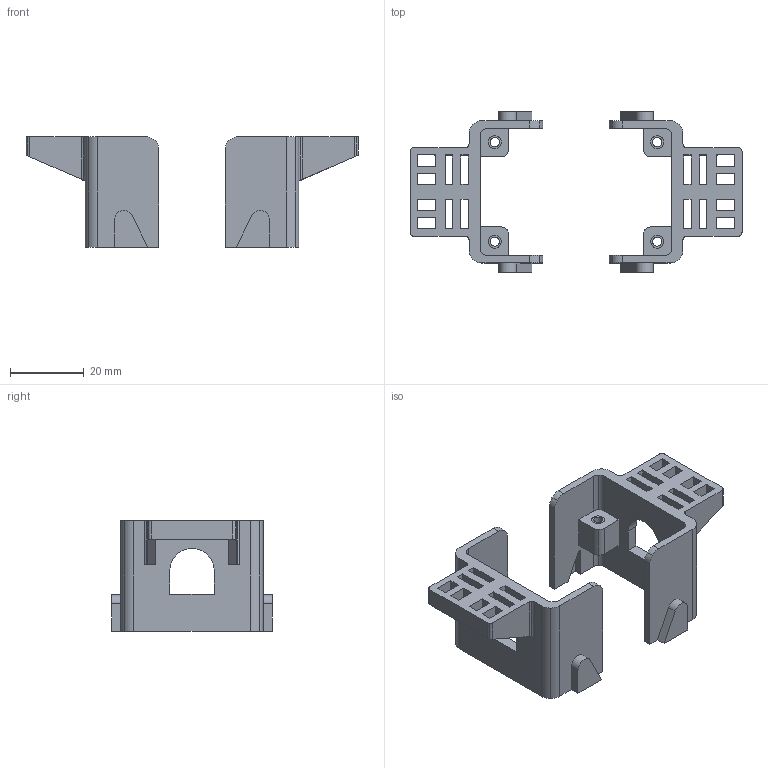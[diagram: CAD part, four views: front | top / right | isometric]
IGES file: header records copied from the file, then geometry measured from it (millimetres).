
Global section: file name: No Iges File Name specified; native system: AutoDesk Inventor R6.1; preprocessor: AutoDesk Inventor Iges Exporter R6.1; author: No Author specified; organization: No Organization specified; date: 20070102.173407; units: millimetre
Bounding box: 90 x 43.5 x 30 mm (x, y, z)
Volume: 15302.7 mm3; surface area: 14236.4 mm2
Topology: 6 solids, 6 shells, 283 faces, 827 edges, 550 vertices
Faces by surface type: plane 141, bspline 55, cylinder 52, revolution 35
